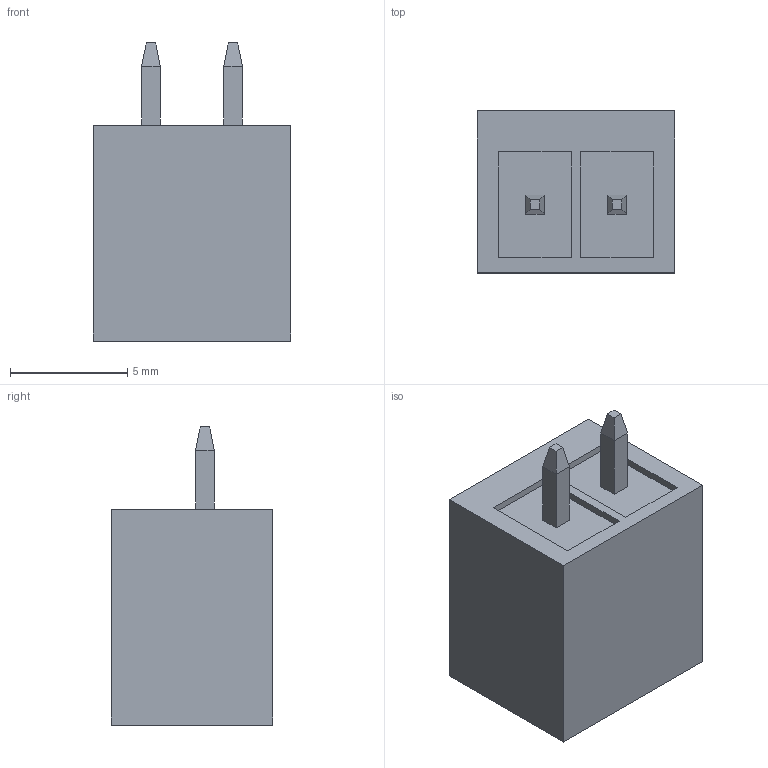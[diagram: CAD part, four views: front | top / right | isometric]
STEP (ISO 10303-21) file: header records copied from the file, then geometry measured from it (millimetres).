
FILE_DESCRIPTION(('CATIA V5 STEP Exchange','CAx-IF Rec.Pracs.--- Model Styling and Organization---1.4--- 2014-01-23'),'2;1');
FILE_NAME ('D1409936_2_2641710000_2641710000.stp','2023-09-29T08:38:51+00:00',('none'),('Weidmueller'),'CATIA Version 5-6 Release 2016 SP3 HF44','CATIA V5 STEP AP214','none');
FILE_SCHEMA(('AUTOMOTIVE_DESIGN { 1 0 10303 214 1 1 1 1 }'));
Length unit declared in the file: millimetre
Products named in the file (1): CH3.5-02-180G GN
Bounding box: 8.4 x 6.9 x 12.7 mm (x, y, z)
Volume: 296.6 mm3; surface area: 821.9 mm2
Topology: 1 solids, 1 shells, 1212 faces, 3523 edges, 2341 vertices
Faces by surface type: plane 1186, bspline 20, cylinder 6
Entity records: 40749 total; most frequent: CARTESIAN_POINT 7660, ORIENTED_EDGE 7046, DIRECTION 5845, EDGE_CURVE 3523, VECTOR 3449, LINE 3449, VERTEX_POINT 2341, EDGE_LOOP 1240
